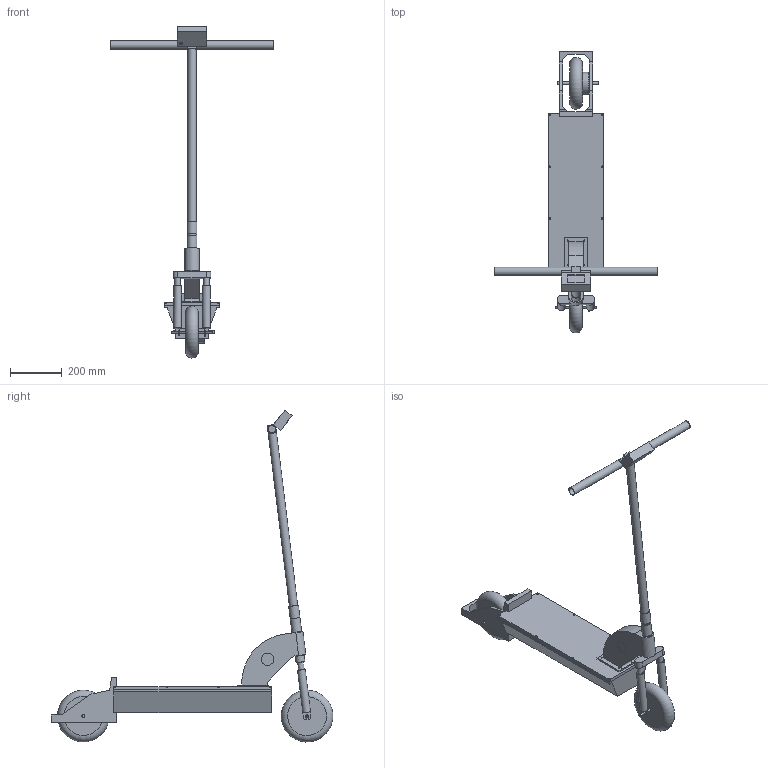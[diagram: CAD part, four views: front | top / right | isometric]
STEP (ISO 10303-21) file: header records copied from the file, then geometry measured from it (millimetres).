
FILE_DESCRIPTION(/* description */ ('STEP AP242','CAx-IF Rec.Pracs.---Representation and Presentation of Product Manufacturing Information (PMI)---4.0---2014-10-13','CAx-IF Rec.Pracs.---3D Tessellated Geometry---0.4---2014-09-14','2;1'),/* implementation_level */ '2;1');
FILE_NAME(/* name */ '68298b3b89515219c8b862de',/* time_stamp */ '2025-05-18T07:24:44Z',/* author */ (''),/* organization */ (''),/* preprocessor_version */ 'ST-DEVELOPER v20',/* originating_system */ 'ONSHAPE BY PTC INC, 1.198',/* authorisation */ ' ');
FILE_SCHEMA (('AP242_MANAGED_MODEL_BASED_3D_ENGINEERING_MIM_LF { 1 0 10303 442 1 1 4 }'));
Length unit declared in the file: metre
Products named in the file (13): Assembly 1; Part 1
Assembly tree (12 placements, depth 2):
  Assembly 1
    Part 1
    Part 1
    Part 1
    Part 1
    Part 1
    Part 1
    Part 1
    Part 1
    Part 1
    Part 1
    Part 1
    Part 1
Bounding box: 632 x 1088.53 x 1282.12 mm (x, y, z)
Volume: 11637788.3 mm3; surface area: 1754108.5 mm2
Topology: 12 solids, 12 shells, 243 faces, 569 edges, 374 vertices
Faces by surface type: plane 159, cylinder 80, torus 4
Full cylindrical faces by diameter (mm): 4.4 x28, 7.4 x8, 8 x2, 12 x3, 12.4 x2, 22 x3, 28 x3, 30 x3, 32 x4, 34 x1, 37 x1, 38 x1, 48 x1, 85 x1
Entity records: 7084 total; most frequent: DIRECTION 1184, CARTESIAN_POINT 1164, ORIENTED_EDGE 1000, EDGE_CURVE 500, AXIS2_PLACEMENT_3D 435, EDGE_LOOP 400, FACE_BOUND 400, VERTEX_POINT 368
